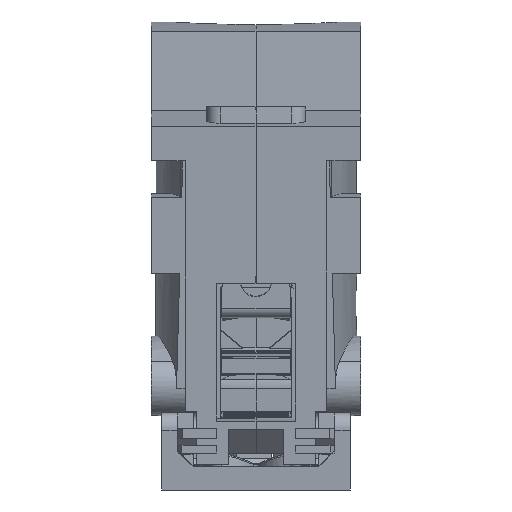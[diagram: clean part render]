
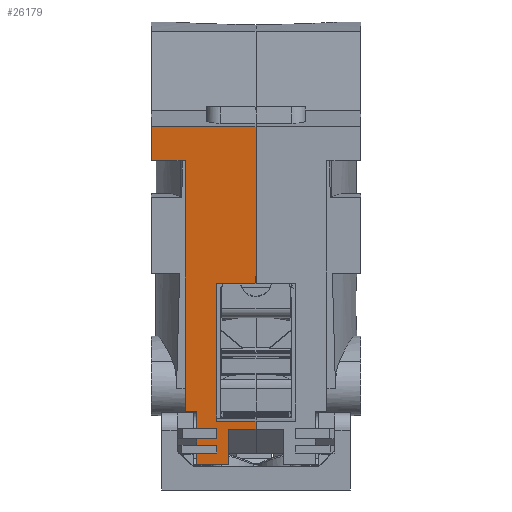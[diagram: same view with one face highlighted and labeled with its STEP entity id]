
A CAD part, front view. The second image highlights one B-rep face of the part: STEP entity #26179.
In plain terms, the highlighted planar face has unit normal (0, -0.996, -0.087).
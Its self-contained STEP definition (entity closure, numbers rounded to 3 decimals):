
#411=DIRECTION('',(0.,-0.087,0.996));
#412=VECTOR('',#411,20.046);
#413=CARTESIAN_POINT('',(9.,-50.053,21.502));
#414=LINE('',#413,#412);
#829=DIRECTION('',(0.,-0.087,0.996));
#830=VECTOR('',#829,1.073);
#831=CARTESIAN_POINT('',(9.,-48.434,3.));
#832=LINE('',#831,#830);
#1964=DIRECTION('',(0.,-0.087,0.996));
#1965=VECTOR('',#1964,17.5);
#1966=CARTESIAN_POINT('',(4.,-48.528,4.069));
#1967=LINE('',#1966,#1965);
#1976=DIRECTION('',(1.,0.,0.));
#1977=VECTOR('',#1976,5.);
#1978=CARTESIAN_POINT('',(4.,-50.053,21.502));
#1979=LINE('',#1978,#1977);
#3211=DIRECTION('',(-1.,0.,0.));
#3212=VECTOR('',#3211,2.5);
#3213=CARTESIAN_POINT('',(4.,-48.443,3.1));
#3214=LINE('',#3213,#3212);
#3215=DIRECTION('',(1.,0.,0.));
#3216=VECTOR('',#3215,13.3);
#3217=CARTESIAN_POINT('',(-4.3,-51.8,41.472));
#3218=LINE('',#3217,#3216);
#3219=DIRECTION('',(1.,0.,0.));
#3220=VECTOR('',#3219,5.);
#3221=CARTESIAN_POINT('',(4.,-48.528,4.069));
#3222=LINE('',#3221,#3220);
#3223=DIRECTION('',(-1.,0.,0.));
#3224=VECTOR('',#3223,3.5);
#3225=CARTESIAN_POINT('',(9.,-48.434,3.));
#3226=LINE('',#3225,#3224);
#3227=DIRECTION('',(-1.,0.,0.));
#3228=VECTOR('',#3227,4.);
#3229=CARTESIAN_POINT('',(5.5,-48.049,-1.4));
#3230=LINE('',#3229,#3228);
#3231=DIRECTION('',(-1.,0.,0.));
#3232=VECTOR('',#3231,2.5);
#3233=CARTESIAN_POINT('',(4.,-48.259,1.));
#3234=LINE('',#3233,#3232);
#3409=DIRECTION('',(-1.,0.,0.));
#3410=VECTOR('',#3409,2.5);
#3411=CARTESIAN_POINT('',(4.,-48.172,0.));
#3412=LINE('',#3411,#3410);
#3483=DIRECTION('',(0.,0.087,-0.996));
#3484=VECTOR('',#3483,0.803);
#3485=CARTESIAN_POINT('',(1.5,-48.329,1.8));
#3486=LINE('',#3485,#3484);
#3491=DIRECTION('',(-1.,0.,0.));
#3492=VECTOR('',#3491,2.5);
#3493=CARTESIAN_POINT('',(4.,-48.329,1.8));
#3494=LINE('',#3493,#3492);
#3507=DIRECTION('',(0.,0.087,-0.996));
#3508=VECTOR('',#3507,1.305);
#3509=CARTESIAN_POINT('',(4.,-48.443,3.1));
#3510=LINE('',#3509,#3508);
#3527=DIRECTION('',(0.,0.087,-0.996));
#3528=VECTOR('',#3527,1.004);
#3529=CARTESIAN_POINT('',(4.,-48.259,1.));
#3530=LINE('',#3529,#3528);
#3547=DIRECTION('',(0.,0.087,-0.996));
#3548=VECTOR('',#3547,1.405);
#3549=CARTESIAN_POINT('',(1.5,-48.172,0.));
#3550=LINE('',#3549,#3548);
#3579=DIRECTION('',(0.,-0.087,0.996));
#3580=VECTOR('',#3579,4.417);
#3581=CARTESIAN_POINT('',(5.5,-48.049,-1.4));
#3582=LINE('',#3581,#3580);
#3871=DIRECTION('',(0.,0.087,-0.996));
#3872=VECTOR('',#3871,31.972);
#3873=CARTESIAN_POINT('',(0.,-51.422,37.15));
#3874=LINE('',#3873,#3872);
#8952=DIRECTION('',(0.,0.087,-0.996));
#8953=VECTOR('',#8952,4.339);
#8954=CARTESIAN_POINT('',(-4.3,-51.8,41.472));
#8955=LINE('',#8954,#8953);
#11838=DIRECTION('',(1.,0.,0.));
#11839=VECTOR('',#11838,4.3);
#11840=CARTESIAN_POINT('',(-4.3,-51.422,37.15));
#11841=LINE('',#11840,#11839);
#16706=DIRECTION('',(1.,0.,0.));
#16707=VECTOR('',#16706,1.5);
#16708=CARTESIAN_POINT('',(0.,-48.635,5.3));
#16709=LINE('',#16708,#16707);
#16720=DIRECTION('',(0.,0.087,-0.996));
#16721=VECTOR('',#16720,2.208);
#16722=CARTESIAN_POINT('',(1.5,-48.635,5.3));
#16723=LINE('',#16722,#16721);
#18279=CARTESIAN_POINT('',(4.,-48.528,4.069));
#18280=CARTESIAN_POINT('',(9.,-48.528,4.069));
#18281=VERTEX_POINT('',#18279);
#18282=VERTEX_POINT('',#18280);
#18335=CARTESIAN_POINT('',(4.,-50.053,21.502));
#18336=VERTEX_POINT('',#18335);
#18337=CARTESIAN_POINT('',(9.,-50.053,21.502));
#18338=VERTEX_POINT('',#18337);
#18453=CARTESIAN_POINT('',(9.,-48.434,3.));
#18454=VERTEX_POINT('',#18453);
#18473=CARTESIAN_POINT('',(9.,-51.8,41.472));
#18474=VERTEX_POINT('',#18473);
#18654=CARTESIAN_POINT('',(-4.3,-51.8,41.472));
#18655=VERTEX_POINT('',#18654);
#18656=CARTESIAN_POINT('',(-4.3,-51.422,37.15));
#18657=VERTEX_POINT('',#18656);
#18816=CARTESIAN_POINT('',(0.,-51.422,37.15));
#18817=VERTEX_POINT('',#18816);
#18884=CARTESIAN_POINT('',(0.,-48.635,5.3));
#18885=VERTEX_POINT('',#18884);
#18918=CARTESIAN_POINT('',(4.,-48.329,1.8));
#18919=VERTEX_POINT('',#18918);
#18920=CARTESIAN_POINT('',(1.5,-48.329,1.8));
#18921=VERTEX_POINT('',#18920);
#18941=CARTESIAN_POINT('',(1.5,-48.259,1.));
#18943=VERTEX_POINT('',#18941);
#18944=CARTESIAN_POINT('',(4.,-48.259,1.));
#18945=VERTEX_POINT('',#18944);
#18962=CARTESIAN_POINT('',(5.5,-48.434,3.));
#18964=VERTEX_POINT('',#18962);
#18970=CARTESIAN_POINT('',(5.5,-48.049,-1.4));
#18971=VERTEX_POINT('',#18970);
#18976=CARTESIAN_POINT('',(4.,-48.172,0.));
#18977=VERTEX_POINT('',#18976);
#18978=CARTESIAN_POINT('',(1.5,-48.172,0.));
#18979=VERTEX_POINT('',#18978);
#19012=CARTESIAN_POINT('',(4.,-48.443,3.1));
#19013=VERTEX_POINT('',#19012);
#19016=CARTESIAN_POINT('',(1.5,-48.443,3.1));
#19017=VERTEX_POINT('',#19016);
#19018=CARTESIAN_POINT('',(1.5,-48.635,5.3));
#19019=VERTEX_POINT('',#19018);
#19020=CARTESIAN_POINT('',(1.5,-48.049,-1.4));
#19021=VERTEX_POINT('',#19020);
#26133=CARTESIAN_POINT('',(-4.3,-51.422,37.15));
#26134=DIRECTION('',(0.,-0.996,-0.087));
#26135=DIRECTION('',(0.,-0.087,0.996));
#26136=AXIS2_PLACEMENT_3D('',#26133,#26134,#26135);
#26137=PLANE('',#26136);
#26139=ORIENTED_EDGE('',*,*,#26138,.T.);
#26141=ORIENTED_EDGE('',*,*,#26140,.F.);
#26143=ORIENTED_EDGE('',*,*,#26142,.F.);
#26145=ORIENTED_EDGE('',*,*,#26144,.F.);
#26147=ORIENTED_EDGE('',*,*,#26146,.F.);
#26149=ORIENTED_EDGE('',*,*,#26148,.F.);
#26151=ORIENTED_EDGE('',*,*,#26150,.T.);
#26152=ORIENTED_EDGE('',*,*,#22954,.F.);
#26153=ORIENTED_EDGE('',*,*,#24329,.F.);
#26154=ORIENTED_EDGE('',*,*,#24309,.F.);
#26155=ORIENTED_EDGE('',*,*,#22465,.T.);
#26156=ORIENTED_EDGE('',*,*,#23211,.F.);
#26158=ORIENTED_EDGE('',*,*,#26157,.T.);
#26160=ORIENTED_EDGE('',*,*,#26159,.F.);
#26162=ORIENTED_EDGE('',*,*,#26161,.T.);
#26164=ORIENTED_EDGE('',*,*,#26163,.F.);
#26166=ORIENTED_EDGE('',*,*,#26165,.F.);
#26168=ORIENTED_EDGE('',*,*,#26167,.F.);
#26170=ORIENTED_EDGE('',*,*,#26169,.T.);
#26172=ORIENTED_EDGE('',*,*,#26171,.F.);
#26174=ORIENTED_EDGE('',*,*,#26173,.F.);
#26176=ORIENTED_EDGE('',*,*,#26175,.F.);
#26177=EDGE_LOOP('',(#26139,#26141,#26143,#26145,#26147,#26149,#26151,#26152,
#26153,#26154,#26155,#26156,#26158,#26160,#26162,#26164,#26166,#26168,#26170,
#26172,#26174,#26176));
#26178=FACE_OUTER_BOUND('',#26177,.F.);
#26179=ADVANCED_FACE('',(#26178),#26137,.T.);
#22465=EDGE_CURVE('',#18281,#18282,#3222,.T.);
#22954=EDGE_CURVE('',#18338,#18474,#414,.T.);
#23211=EDGE_CURVE('',#18454,#18282,#832,.T.);
#24309=EDGE_CURVE('',#18281,#18336,#1967,.T.);
#24329=EDGE_CURVE('',#18336,#18338,#1979,.T.);
#26138=EDGE_CURVE('',#19013,#19017,#3214,.T.);
#26140=EDGE_CURVE('',#19019,#19017,#16723,.T.);
#26142=EDGE_CURVE('',#18885,#19019,#16709,.T.);
#26144=EDGE_CURVE('',#18817,#18885,#3874,.T.);
#26146=EDGE_CURVE('',#18657,#18817,#11841,.T.);
#26148=EDGE_CURVE('',#18655,#18657,#8955,.T.);
#26150=EDGE_CURVE('',#18655,#18474,#3218,.T.);
#26157=EDGE_CURVE('',#18454,#18964,#3226,.T.);
#26159=EDGE_CURVE('',#18971,#18964,#3582,.T.);
#26161=EDGE_CURVE('',#18971,#19021,#3230,.T.);
#26163=EDGE_CURVE('',#18979,#19021,#3550,.T.);
#26165=EDGE_CURVE('',#18977,#18979,#3412,.T.);
#26167=EDGE_CURVE('',#18945,#18977,#3530,.T.);
#26169=EDGE_CURVE('',#18945,#18943,#3234,.T.);
#26171=EDGE_CURVE('',#18921,#18943,#3486,.T.);
#26173=EDGE_CURVE('',#18919,#18921,#3494,.T.);
#26175=EDGE_CURVE('',#19013,#18919,#3510,.T.);
